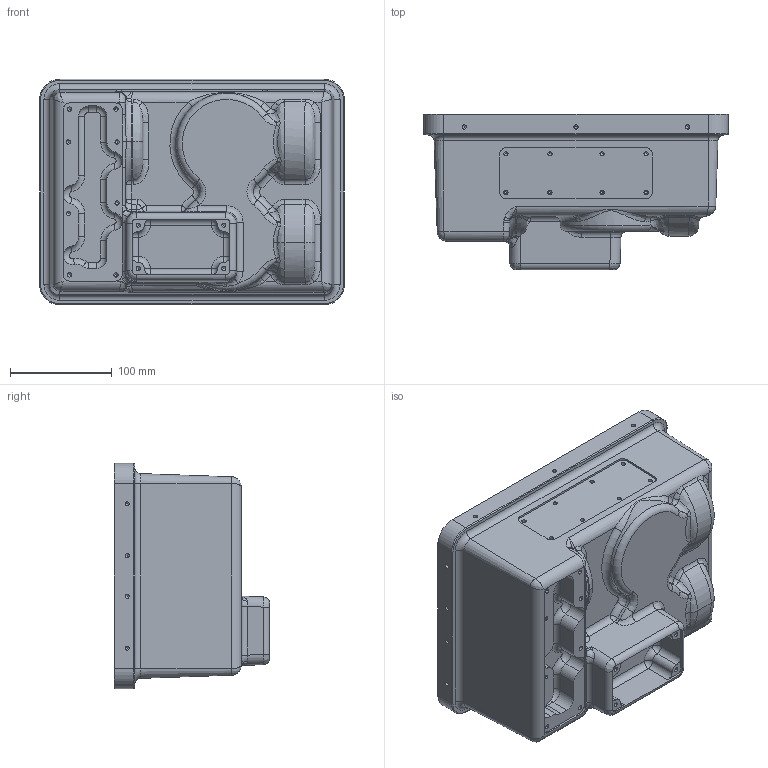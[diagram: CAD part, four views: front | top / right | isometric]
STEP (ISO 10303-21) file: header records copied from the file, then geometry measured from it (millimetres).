
FILE_DESCRIPTION(('CATIA V5 STEP Exchange','CAx-IF Rec.Pracs.--- Model Styling and Organization---1.2---2011-12-15'),'2;1');
FILE_NAME('DCDC Maquette.stp','2018-07-19T15:11:23+00:00',('none'),('none'),'CATIA Version 5-6 Release 2014 SP6','CATIA V5 STEP AP214','none');
FILE_SCHEMA(('AUTOMOTIVE_DESIGN { 1 0 10303 214 1 1 1 1 }'));
Length unit declared in the file: millimetre
Products named in the file (1): DCDC Maquette
Bounding box: 300 x 152.76 x 222 mm (x, y, z)
Volume: 6401057.2 mm3; surface area: 275826.3 mm2
Topology: 1 solids, 1 shells, 458 faces, 1102 edges, 603 vertices
Faces by surface type: cylinder 169, bspline 88, cone 76, plane 57, torus 41, sphere 20, extrusion 7
Entity records: 20574 total; most frequent: CARTESIAN_POINT 11666, ORIENTED_EDGE 2022, DIRECTION 1322, EDGE_CURVE 1011, AXIS2_PLACEMENT_3D 668, VERTEX_POINT 591, EDGE_LOOP 494, ADVANCED_FACE 458
